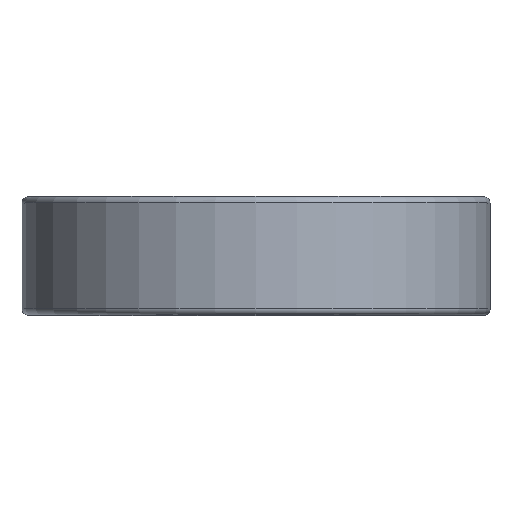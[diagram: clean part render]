
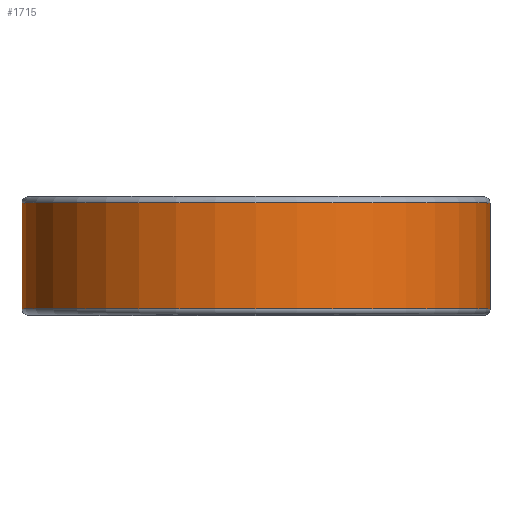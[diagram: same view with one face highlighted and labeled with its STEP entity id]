
A CAD part, top view. The second image highlights one B-rep face of the part: STEP entity #1715.
In plain terms, the highlighted cylindrical face has radius 28.207 mm (diameter 56.413 mm), a partial arc.
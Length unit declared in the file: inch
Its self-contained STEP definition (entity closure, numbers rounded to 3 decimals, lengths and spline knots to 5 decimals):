
#27 = CYLINDRICAL_SURFACE ( 'NONE', #768, 1.1105 ) ;
#32 = EDGE_CURVE ( 'NONE', #1860, #996, #1551, .T. ) ;
#206 = ORIENTED_EDGE ( 'NONE', *, *, #2457, .T. ) ;
#222 = ORIENTED_EDGE ( 'NONE', *, *, #32, .F. ) ;
#231 = LINE ( 'NONE', #1739, #1996 ) ;
#303 = CARTESIAN_POINT ( 'NONE',  ( 0., -0.25125, -1.1105 ) ) ;
#359 = CIRCLE ( 'NONE', #2455, 1.1105 ) ;
#397 = ORIENTED_EDGE ( 'NONE', *, *, #1749, .T. ) ;
#400 = CARTESIAN_POINT ( 'NONE',  ( 1.1105, 0.25125, 0. ) ) ;
#431 = FACE_OUTER_BOUND ( 'NONE', #1195, .T. ) ;
#604 = DIRECTION ( 'NONE',  ( 0., 0., -1. ) ) ;
#768 = AXIS2_PLACEMENT_3D ( 'NONE', #1729, #793, #604 ) ;
#793 = DIRECTION ( 'NONE',  ( 0., -1., 0. ) ) ;
#794 = AXIS2_PLACEMENT_3D ( 'NONE', #1797, #2054, #2423 ) ;
#996 = VERTEX_POINT ( 'NONE', #303 ) ;
#1073 = EDGE_CURVE ( 'NONE', #996, #1476, #1482, .T. ) ;
#1182 = DIRECTION ( 'NONE',  ( 0., -1., 0. ) ) ;
#1195 = EDGE_LOOP ( 'NONE', ( #397, #206, #2271, #222 ) ) ;
#1390 = CARTESIAN_POINT ( 'NONE',  ( 1.1105, -0.25125, 0. ) ) ;
#1476 = VERTEX_POINT ( 'NONE', #2364 ) ;
#1482 = LINE ( 'NONE', #1899, #1801 ) ;
#1550 = DIRECTION ( 'NONE',  ( 0., 1., 0. ) ) ;
#1551 = CIRCLE ( 'NONE', #794, 1.1105 ) ;
#1715 = ADVANCED_FACE ( 'NONE', ( #431 ), #27, .T. ) ;
#1716 = DIRECTION ( 'NONE',  ( 0., 1., 0. ) ) ;
#1729 = CARTESIAN_POINT ( 'NONE',  ( 0., 0.25, 0. ) ) ;
#1739 = CARTESIAN_POINT ( 'NONE',  ( 1.1105, 0.25125, 0. ) ) ;
#1749 = EDGE_CURVE ( 'NONE', #1860, #2440, #231, .T. ) ;
#1797 = CARTESIAN_POINT ( 'NONE',  ( 0., -0.25125, 0. ) ) ;
#1801 = VECTOR ( 'NONE', #1716, 39.37008 ) ;
#1860 = VERTEX_POINT ( 'NONE', #1390 ) ;
#1899 = CARTESIAN_POINT ( 'NONE',  ( 0., 0.25125, -1.1105 ) ) ;
#1996 = VECTOR ( 'NONE', #1550, 39.37008 ) ;
#2054 = DIRECTION ( 'NONE',  ( 0., -1., 0. ) ) ;
#2271 = ORIENTED_EDGE ( 'NONE', *, *, #1073, .F. ) ;
#2272 = CARTESIAN_POINT ( 'NONE',  ( 0., 0.25125, 0. ) ) ;
#2364 = CARTESIAN_POINT ( 'NONE',  ( 0., 0.25125, -1.1105 ) ) ;
#2423 = DIRECTION ( 'NONE',  ( 0., 0., -1. ) ) ;
#2440 = VERTEX_POINT ( 'NONE', #400 ) ;
#2449 = DIRECTION ( 'NONE',  ( 0., 0., -1. ) ) ;
#2455 = AXIS2_PLACEMENT_3D ( 'NONE', #2272, #1182, #2449 ) ;
#2457 = EDGE_CURVE ( 'NONE', #2440, #1476, #359, .T. ) ;
